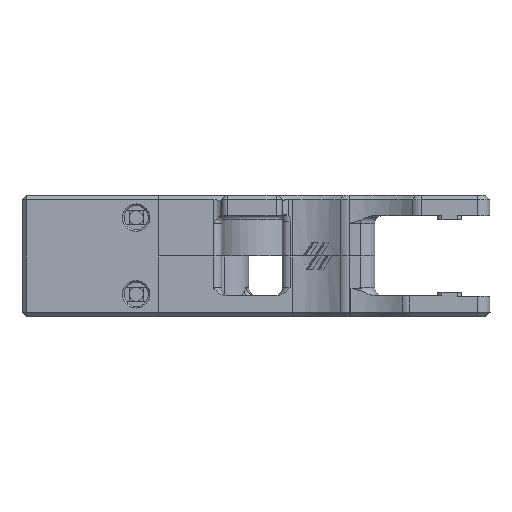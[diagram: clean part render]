
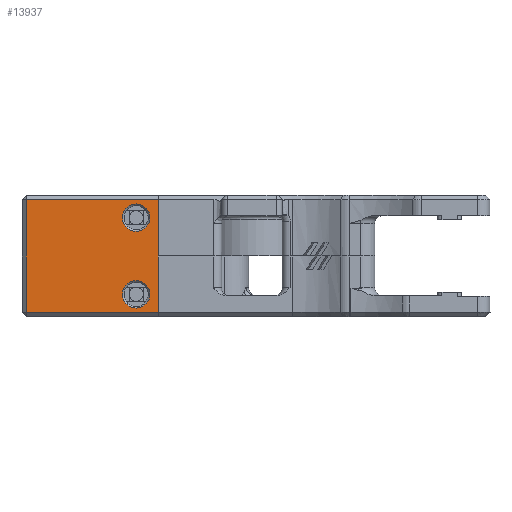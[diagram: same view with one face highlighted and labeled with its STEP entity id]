
A CAD part, front view. The second image highlights one B-rep face of the part: STEP entity #13937.
In plain terms, the highlighted planar face has unit normal (0, -1, 0).
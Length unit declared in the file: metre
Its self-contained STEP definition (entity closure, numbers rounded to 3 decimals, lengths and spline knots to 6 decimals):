
#428=CIRCLE('',#14819,0.0034);
#429=CIRCLE('',#14820,0.0034);
#1335=ORIENTED_EDGE('',*,*,#5606,.T.);
#1336=ORIENTED_EDGE('',*,*,#5607,.T.);
#1337=ORIENTED_EDGE('',*,*,#5608,.T.);
#1338=ORIENTED_EDGE('',*,*,#5609,.T.);
#1339=ORIENTED_EDGE('',*,*,#5610,.T.);
#1340=ORIENTED_EDGE('',*,*,#5611,.T.);
#5606=EDGE_CURVE('',#7741,#7741,#428,.T.);
#5607=EDGE_CURVE('',#7742,#7742,#429,.T.);
#5608=EDGE_CURVE('',#7743,#7744,#9096,.T.);
#5609=EDGE_CURVE('',#7744,#7745,#9097,.T.);
#5610=EDGE_CURVE('',#7745,#7746,#9098,.T.);
#5611=EDGE_CURVE('',#7746,#7743,#9099,.T.);
#7741=VERTEX_POINT('',#20058);
#7742=VERTEX_POINT('',#20060);
#7743=VERTEX_POINT('',#20062);
#7744=VERTEX_POINT('',#20063);
#7745=VERTEX_POINT('',#20065);
#7746=VERTEX_POINT('',#20067);
#9096=LINE('',#20061,#10343);
#9097=LINE('',#20064,#10344);
#9098=LINE('',#20066,#10345);
#9099=LINE('',#20068,#10346);
#10343=VECTOR('',#16157,1.);
#10344=VECTOR('',#16158,1.);
#10345=VECTOR('',#16159,1.);
#10346=VECTOR('',#16160,1.);
#11577=EDGE_LOOP('',(#1335));
#11578=EDGE_LOOP('',(#1336));
#11579=EDGE_LOOP('',(#1337,#1338,#1339,#1340));
#12530=FACE_BOUND('',#11577,.T.);
#12531=FACE_BOUND('',#11578,.T.);
#12532=FACE_BOUND('',#11579,.T.);
#13481=PLANE('',#14818);
#13937=ADVANCED_FACE('',(#12530,#12531,#12532),#13481,.F.);
#14818=AXIS2_PLACEMENT_3D('',#20056,#16151,#16152);
#14819=AXIS2_PLACEMENT_3D('',#20057,#16153,#16154);
#14820=AXIS2_PLACEMENT_3D('',#20059,#16155,#16156);
#16151=DIRECTION('',(0.,1.,0.));
#16152=DIRECTION('',(0.,0.,1.));
#16153=DIRECTION('',(0.,1.,0.));
#16154=DIRECTION('',(0.,0.,1.));
#16155=DIRECTION('',(0.,1.,0.));
#16156=DIRECTION('',(0.,0.,1.));
#16157=DIRECTION('',(0.,0.,1.));
#16158=DIRECTION('',(-1.,0.,0.));
#16159=DIRECTION('',(0.,0.,-1.));
#16160=DIRECTION('',(1.,0.,0.));
#20056=CARTESIAN_POINT('',(0.232893,0.325107,0.062998));
#20057=CARTESIAN_POINT('',(0.244286,0.325107,0.0875));
#20058=CARTESIAN_POINT('',(0.244286,0.325107,0.0909));
#20059=CARTESIAN_POINT('',(0.244286,0.325107,0.0685));
#20060=CARTESIAN_POINT('',(0.244286,0.325107,0.0719));
#20061=CARTESIAN_POINT('',(0.249786,0.325107,0.062998));
#20062=CARTESIAN_POINT('',(0.249786,0.325107,0.064));
#20063=CARTESIAN_POINT('',(0.249786,0.325107,0.092));
#20064=CARTESIAN_POINT('',(0.216,0.325107,0.092));
#20065=CARTESIAN_POINT('',(0.217,0.325107,0.092));
#20066=CARTESIAN_POINT('',(0.217,0.325107,0.062998));
#20067=CARTESIAN_POINT('',(0.217,0.325107,0.064));
#20068=CARTESIAN_POINT('',(0.249786,0.325107,0.064));
